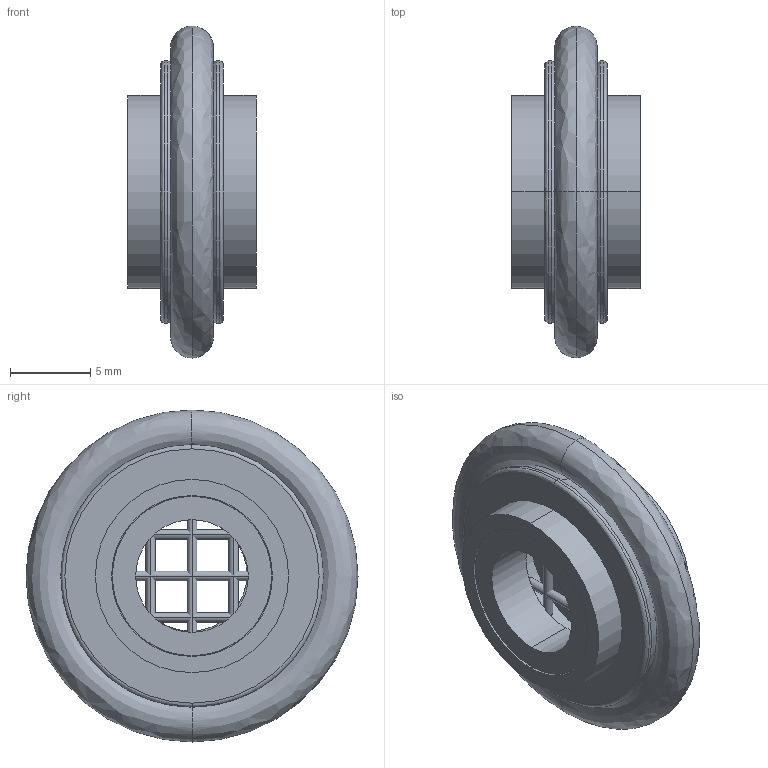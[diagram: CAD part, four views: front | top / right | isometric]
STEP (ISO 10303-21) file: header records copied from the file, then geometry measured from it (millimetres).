
FILE_DESCRIPTION( (''), '2;1');
FILE_NAME ('CAD708.2692.VP2010-M_8261.stp','2017-05-11T11:34:01',(''),(''),'spGate 12.6.6','','');
FILE_SCHEMA (('AUTOMOTIVE_DESIGN'));
Length unit declared in the file: millimetre
Products named in the file (6): Assembly; VP2010-1; VP2010-2; 1-2; 2-2; VP2010-23
Assembly tree (9 placements, depth 2):
  Assembly
    VP2010-1
    VP2010-2
    1-2  x2
    2-2  x4
    VP2010-23
Bounding box: 8 x 20.63 x 20.63 mm (x, y, z)
Volume: 1162.2 mm3; surface area: 1723.8 mm2
Topology: 9 solids, 9 shells, 57 faces, 102 edges, 64 vertices
Faces by surface type: cylinder 28, plane 19, bspline 10
Entity records: 2114 total; most frequent: CARTESIAN_POINT 453, DIRECTION 190, ORIENTED_EDGE 156, COLOUR_RGB 124, PRESENTATION_STYLE_ASSIGNMENT 124, STYLED_ITEM 124, AXIS2_PLACEMENT_3D 95, EDGE_CURVE 78
